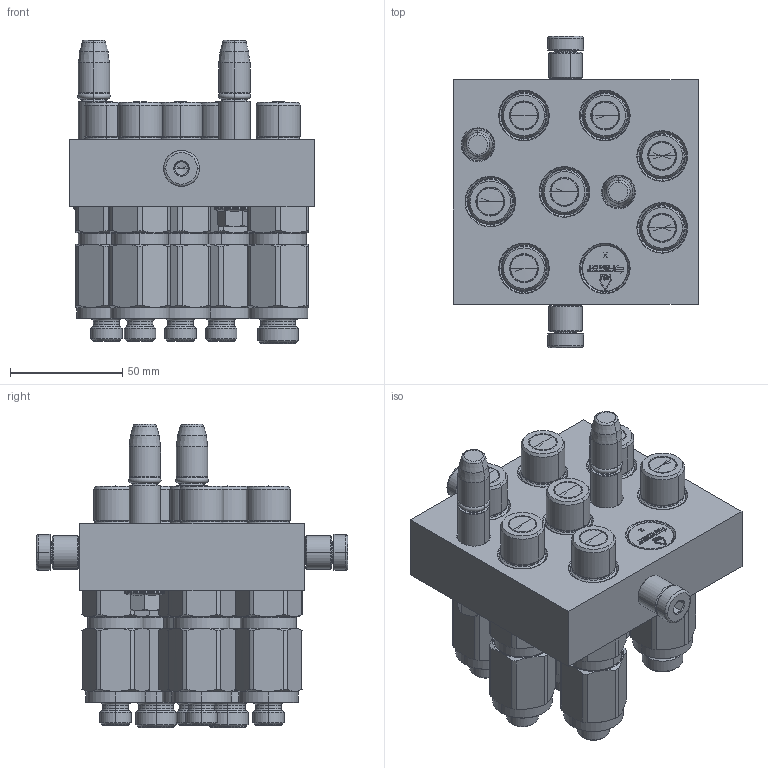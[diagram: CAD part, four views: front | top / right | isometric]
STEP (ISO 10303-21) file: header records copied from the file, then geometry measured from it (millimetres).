
FILE_DESCRIPTION (( 'STEP AP214' ), '1' );
FILE_NAME ('FASTER.step', '2022-01-03T12:22:56', ( '' ), ( '' ), 'SwSTEP 2.0', 'SolidWorks 2017', '' );
FILE_SCHEMA (( 'AUTOMOTIVE_DESIGN' ));
Length unit declared in the file: millimetre
Products named in the file (14): P5068_M_BASE; 4830_021_0000_000; 4830_028_1000_011; 3ffnp38-2_14m; FASTER; 3ffnp38_2_18m; or2_62x9_19_m; 4850_010_0000_000; et002; 4830_013_3000_030; 1540_080_0008_000; TAPPO_38
Assembly tree (23 placements, depth 3):
  FASTER
    P5068_M_BASE
      4850_010_0000_000
      4830_021_0000_000  x2
      1540_080_0008_000  x2
      4830_013_3000_030  x2
      4830_028_1000_011  x2
      or2_62x9_19_m  x2
    3ffnp38-2_14m  x5
      3ffnp38-2_14m
    TAPPO_38
    3ffnp38_2_18m  x2
      3ffnp38_2_18m
    et002
Bounding box: 109.3 x 138.6 x 135 mm (x, y, z)
Volume: 8093.1 mm3; surface area: 158986.5 mm2
Topology: 6 solids, 75 shells, 2772 faces, 7382 edges, 4746 vertices
Faces by surface type: plane 1465, cylinder 565, cone 498, torus 202, bspline 36, sphere 6
Entity records: 75855 total; most frequent: CARTESIAN_POINT 17637, ORIENTED_EDGE 10476, DIRECTION 9855, EDGE_CURVE 5381, VECTOR 3927, LINE 3927, VERTEX_POINT 3509, AXIS2_PLACEMENT_3D 2964
